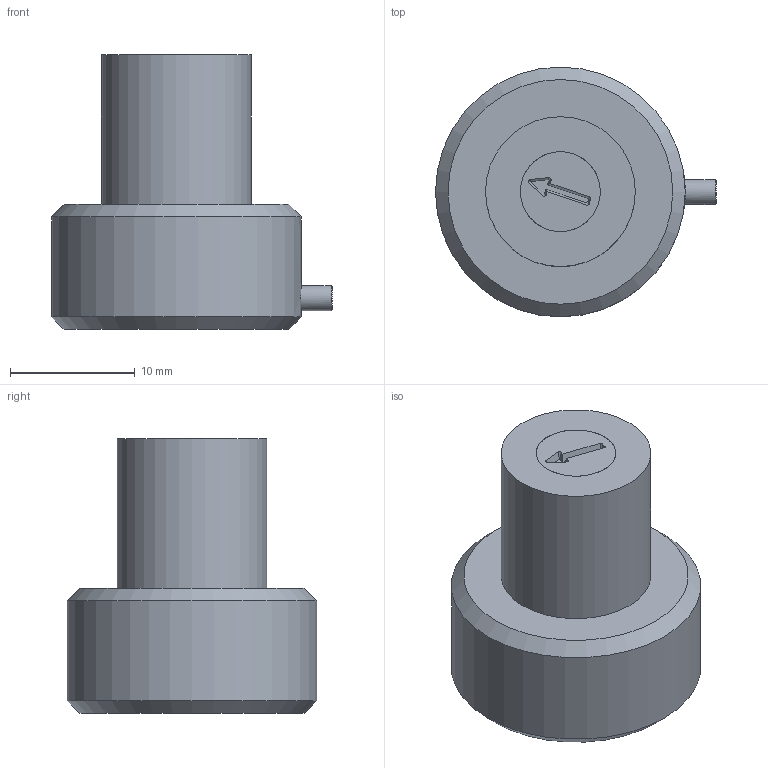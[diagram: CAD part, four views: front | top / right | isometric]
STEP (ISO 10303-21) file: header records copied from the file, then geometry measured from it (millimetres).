
FILE_DESCRIPTION(/* description */ (''),/* implementation_level */ '2;1');
FILE_NAME(/* name */ 'Dati-2100_Z$12$00.stp',/* time_stamp */ '2025-09-21T14:07:07+02:00',/* author */ ('olafg'),/* organization */ (''),/* preprocessor_version */ 'ST-DEVELOPER v20',/* originating_system */ 'Autodesk Inventor 2024',/* authorisation */ '');
FILE_SCHEMA (('AUTOMOTIVE_DESIGN { 1 0 10303 214 3 1 1 }'));
Length unit declared in the file: millimetre
Products named in the file (4): Zusammenbau 1012; 1012-01-00 Hülse; 2012-05-00 Stelleinsatz; Unterteil 10
Assembly tree (3 placements, depth 2):
  Zusammenbau 1012
    1012-01-00 Hülse
    2012-05-00 Stelleinsatz
    Unterteil 10
Bounding box: 22.5 x 20 x 22 mm (x, y, z)
Volume: 4176.1 mm3; surface area: 2458.6 mm2
Topology: 3 solids, 3 shells, 36 faces, 77 edges, 51 vertices
Faces by surface type: plane 17, cone 10, cylinder 8, torus 1
Full cylindrical faces by diameter (mm): 2 x1, 3 x1, 3.2 x1, 4 x1, 6.4 x2, 12 x1, 20 x1
Entity records: 1172 total; most frequent: CARTESIAN_POINT 205, DIRECTION 197, ORIENTED_EDGE 154, AXIS2_PLACEMENT_3D 79, EDGE_CURVE 77, VERTEX_POINT 51, EDGE_LOOP 44, LINE 39
